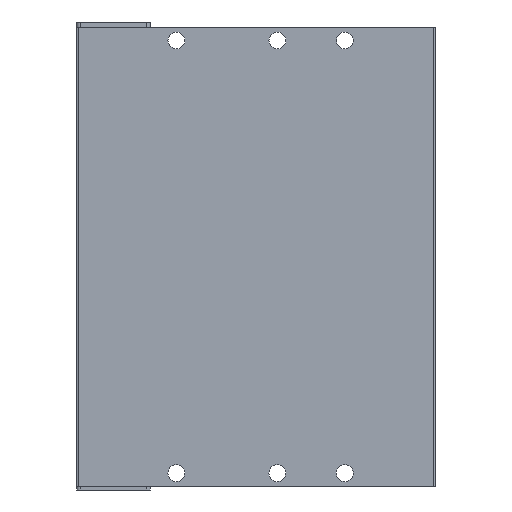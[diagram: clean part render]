
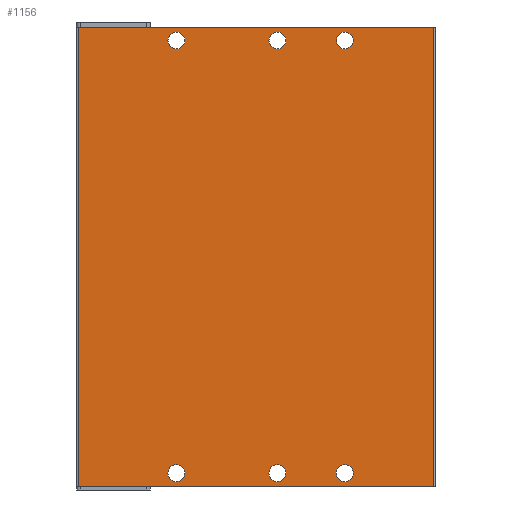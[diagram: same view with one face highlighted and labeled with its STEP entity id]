
A CAD part, front view. The second image highlights one B-rep face of the part: STEP entity #1156.
In plain terms, the highlighted planar face has unit normal (0, -1, 0).
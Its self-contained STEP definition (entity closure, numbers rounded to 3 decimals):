
#44 = DIRECTION ( 'NONE',  ( 0., 1., 0. ) ) ;
#45 = EDGE_CURVE ( 'NONE', #1912, #3942, #2656, .T. ) ;
#77 = ORIENTED_EDGE ( 'NONE', *, *, #6074, .T. ) ;
#250 = AXIS2_PLACEMENT_3D ( 'NONE', #7270, #5413, #3645 ) ;
#252 = DIRECTION ( 'NONE',  ( 0., 0., -1. ) ) ;
#288 = CARTESIAN_POINT ( 'NONE',  ( 29.7, 0., -135. ) ) ;
#397 = ORIENTED_EDGE ( 'NONE', *, *, #4309, .T. ) ;
#410 = EDGE_CURVE ( 'NONE', #2442, #3567, #3428, .T. ) ;
#415 = CARTESIAN_POINT ( 'NONE',  ( 59.7, 0., -6.5 ) ) ;
#442 = CARTESIAN_POINT ( 'NONE',  ( 79.7, 0., -1.5 ) ) ;
#445 = CARTESIAN_POINT ( 'NONE',  ( 59.7, 0., -132.5 ) ) ;
#447 = VERTEX_POINT ( 'NONE', #673 ) ;
#479 = EDGE_CURVE ( 'NONE', #2520, #4429, #7658, .T. ) ;
#497 = CARTESIAN_POINT ( 'NONE',  ( 106.2, 0., 0. ) ) ;
#673 = CARTESIAN_POINT ( 'NONE',  ( 59.7, 0., -1.5 ) ) ;
#780 = VERTEX_POINT ( 'NONE', #5175 ) ;
#793 = AXIS2_PLACEMENT_3D ( 'NONE', #7030, #5977, #2302 ) ;
#824 = DIRECTION ( 'NONE',  ( 0., 1., 0. ) ) ;
#885 = DIRECTION ( 'NONE',  ( 0., 0., -1. ) ) ;
#887 = DIRECTION ( 'NONE',  ( 0., 0., 1. ) ) ;
#981 = DIRECTION ( 'NONE',  ( 0., 0., -1. ) ) ;
#1028 = EDGE_CURVE ( 'NONE', #3942, #6802, #3263, .T. ) ;
#1074 = DIRECTION ( 'NONE',  ( 0., 0., -1. ) ) ;
#1136 = CIRCLE ( 'NONE', #2139, 2.5 ) ;
#1156 = ADVANCED_FACE ( 'NONE', ( #4141, #7072, #7612, #5282, #2265, #5326, #4183 ), #4646, .T. ) ;
#1191 = DIRECTION ( 'NONE',  ( 0., 0., -1. ) ) ;
#1193 = DIRECTION ( 'NONE',  ( 0., 0., -1. ) ) ;
#1195 = AXIS2_PLACEMENT_3D ( 'NONE', #3601, #5949, #6642 ) ;
#1213 = CARTESIAN_POINT ( 'NONE',  ( 29.7, 0., -130. ) ) ;
#1223 = EDGE_CURVE ( 'NONE', #447, #4021, #3775, .T. ) ;
#1283 = DIRECTION ( 'NONE',  ( 0., 1., 0. ) ) ;
#1304 = CIRCLE ( 'NONE', #7163, 2.5 ) ;
#1429 = VECTOR ( 'NONE', #4670, 1000. ) ;
#1470 = EDGE_CURVE ( 'NONE', #6802, #1827, #4600, .T. ) ;
#1478 = DIRECTION ( 'NONE',  ( 0., 0., -1. ) ) ;
#1491 = CARTESIAN_POINT ( 'NONE',  ( 0.5, 0., -136.5 ) ) ;
#1699 = DIRECTION ( 'NONE',  ( 0., 1., 0. ) ) ;
#1801 = VECTOR ( 'NONE', #7419, 1000. ) ;
#1813 = AXIS2_PLACEMENT_3D ( 'NONE', #6859, #2756, #1478 ) ;
#1827 = VERTEX_POINT ( 'NONE', #2583 ) ;
#1901 = DIRECTION ( 'NONE',  ( 0., 0., -1. ) ) ;
#1904 = AXIS2_PLACEMENT_3D ( 'NONE', #5586, #824, #4919 ) ;
#1912 = VERTEX_POINT ( 'NONE', #6569 ) ;
#1942 = CARTESIAN_POINT ( 'NONE',  ( 79.7, 0., -132.5 ) ) ;
#1946 = DIRECTION ( 'NONE',  ( 0., 1., 0. ) ) ;
#1990 = AXIS2_PLACEMENT_3D ( 'NONE', #5649, #4512, #885 ) ;
#2043 = ORIENTED_EDGE ( 'NONE', *, *, #45, .T. ) ;
#2098 = CARTESIAN_POINT ( 'NONE',  ( 106.2, 0., -136.5 ) ) ;
#2139 = AXIS2_PLACEMENT_3D ( 'NONE', #5534, #1283, #3770 ) ;
#2185 = CARTESIAN_POINT ( 'NONE',  ( 59.7, 0., -130. ) ) ;
#2188 = AXIS2_PLACEMENT_3D ( 'NONE', #445, #2826, #1074 ) ;
#2210 = ORIENTED_EDGE ( 'NONE', *, *, #6650, .T. ) ;
#2265 = FACE_BOUND ( 'NONE', #3341, .T. ) ;
#2297 = EDGE_LOOP ( 'NONE', ( #6354, #3660 ) ) ;
#2302 = DIRECTION ( 'NONE',  ( 0., 0., -1. ) ) ;
#2442 = VERTEX_POINT ( 'NONE', #5777 ) ;
#2473 = ORIENTED_EDGE ( 'NONE', *, *, #6571, .T. ) ;
#2520 = VERTEX_POINT ( 'NONE', #5886 ) ;
#2567 = CARTESIAN_POINT ( 'NONE',  ( 79.7, 0., -4. ) ) ;
#2583 = CARTESIAN_POINT ( 'NONE',  ( 0.5, 0., 0. ) ) ;
#2656 = LINE ( 'NONE', #5550, #1801 ) ;
#2756 = DIRECTION ( 'NONE',  ( 0., 1., 0. ) ) ;
#2826 = DIRECTION ( 'NONE',  ( 0., 1., 0. ) ) ;
#2918 = CIRCLE ( 'NONE', #7417, 2.5 ) ;
#3078 = DIRECTION ( 'NONE',  ( 0., 1., 0. ) ) ;
#3109 = ORIENTED_EDGE ( 'NONE', *, *, #5050, .T. ) ;
#3112 = CIRCLE ( 'NONE', #1990, 2.5 ) ;
#3151 = ORIENTED_EDGE ( 'NONE', *, *, #4173, .T. ) ;
#3263 = LINE ( 'NONE', #5526, #3522 ) ;
#3341 = EDGE_LOOP ( 'NONE', ( #7636, #3899 ) ) ;
#3419 = VECTOR ( 'NONE', #981, 1000. ) ;
#3428 = CIRCLE ( 'NONE', #2188, 2.5 ) ;
#3522 = VECTOR ( 'NONE', #887, 1000. ) ;
#3530 = CARTESIAN_POINT ( 'NONE',  ( 0.5, 0., 0. ) ) ;
#3567 = VERTEX_POINT ( 'NONE', #2185 ) ;
#3601 = CARTESIAN_POINT ( 'NONE',  ( 59.7, 0., -132.5 ) ) ;
#3645 = DIRECTION ( 'NONE',  ( 0., 0., -1. ) ) ;
#3660 = ORIENTED_EDGE ( 'NONE', *, *, #5887, .T. ) ;
#3770 = DIRECTION ( 'NONE',  ( 0., 0., -1. ) ) ;
#3775 = CIRCLE ( 'NONE', #1904, 2.5 ) ;
#3783 = CIRCLE ( 'NONE', #1195, 2.5 ) ;
#3805 = AXIS2_PLACEMENT_3D ( 'NONE', #5338, #44, #1193 ) ;
#3822 = ORIENTED_EDGE ( 'NONE', *, *, #479, .T. ) ;
#3899 = ORIENTED_EDGE ( 'NONE', *, *, #7596, .T. ) ;
#3913 = CIRCLE ( 'NONE', #5052, 2.5 ) ;
#3942 = VERTEX_POINT ( 'NONE', #2098 ) ;
#4021 = VERTEX_POINT ( 'NONE', #415 ) ;
#4141 = FACE_OUTER_BOUND ( 'NONE', #6183, .T. ) ;
#4173 = EDGE_CURVE ( 'NONE', #4429, #2520, #4743, .T. ) ;
#4183 = FACE_BOUND ( 'NONE', #5755, .T. ) ;
#4309 = EDGE_CURVE ( 'NONE', #5689, #7009, #4369, .T. ) ;
#4340 = VERTEX_POINT ( 'NONE', #288 ) ;
#4369 = CIRCLE ( 'NONE', #7103, 2.5 ) ;
#4371 = EDGE_CURVE ( 'NONE', #6599, #780, #3112, .T. ) ;
#4429 = VERTEX_POINT ( 'NONE', #4939 ) ;
#4512 = DIRECTION ( 'NONE',  ( 0., 1., 0. ) ) ;
#4600 = LINE ( 'NONE', #3530, #1429 ) ;
#4646 = PLANE ( 'NONE',  #793 ) ;
#4670 = DIRECTION ( 'NONE',  ( -1., 0., 0. ) ) ;
#4743 = CIRCLE ( 'NONE', #250, 2.5 ) ;
#4792 = CIRCLE ( 'NONE', #1813, 2.5 ) ;
#4852 = ORIENTED_EDGE ( 'NONE', *, *, #1028, .T. ) ;
#4919 = DIRECTION ( 'NONE',  ( 0., 0., -1. ) ) ;
#4939 = CARTESIAN_POINT ( 'NONE',  ( 29.7, 0., -6.5 ) ) ;
#4981 = DIRECTION ( 'NONE',  ( 0., 1., 0. ) ) ;
#5050 = EDGE_CURVE ( 'NONE', #4021, #447, #1136, .T. ) ;
#5052 = AXIS2_PLACEMENT_3D ( 'NONE', #1942, #3078, #6011 ) ;
#5076 = EDGE_LOOP ( 'NONE', ( #3109, #5155 ) ) ;
#5155 = ORIENTED_EDGE ( 'NONE', *, *, #1223, .T. ) ;
#5175 = CARTESIAN_POINT ( 'NONE',  ( 79.7, 0., -130. ) ) ;
#5255 = CARTESIAN_POINT ( 'NONE',  ( 29.7, 0., -132.5 ) ) ;
#5282 = FACE_BOUND ( 'NONE', #6020, .T. ) ;
#5326 = FACE_BOUND ( 'NONE', #2297, .T. ) ;
#5338 = CARTESIAN_POINT ( 'NONE',  ( 29.7, 0., -4. ) ) ;
#5413 = DIRECTION ( 'NONE',  ( 0., 1., 0. ) ) ;
#5526 = CARTESIAN_POINT ( 'NONE',  ( 106.2, 0., -136.5 ) ) ;
#5534 = CARTESIAN_POINT ( 'NONE',  ( 59.7, 0., -4. ) ) ;
#5550 = CARTESIAN_POINT ( 'NONE',  ( 0.5, 0., -136.5 ) ) ;
#5586 = CARTESIAN_POINT ( 'NONE',  ( 59.7, 0., -4. ) ) ;
#5617 = EDGE_CURVE ( 'NONE', #4340, #6863, #4792, .T. ) ;
#5649 = CARTESIAN_POINT ( 'NONE',  ( 79.7, 0., -132.5 ) ) ;
#5689 = VERTEX_POINT ( 'NONE', #442 ) ;
#5755 = EDGE_LOOP ( 'NONE', ( #6622, #77 ) ) ;
#5777 = CARTESIAN_POINT ( 'NONE',  ( 59.7, 0., -135. ) ) ;
#5886 = CARTESIAN_POINT ( 'NONE',  ( 29.7, 0., -1.5 ) ) ;
#5887 = EDGE_CURVE ( 'NONE', #3567, #2442, #3783, .T. ) ;
#5949 = DIRECTION ( 'NONE',  ( 0., 1., 0. ) ) ;
#5977 = DIRECTION ( 'NONE',  ( 0., -1., 0. ) ) ;
#6011 = DIRECTION ( 'NONE',  ( 0., 0., -1. ) ) ;
#6020 = EDGE_LOOP ( 'NONE', ( #2473, #397 ) ) ;
#6074 = EDGE_CURVE ( 'NONE', #780, #6599, #3913, .T. ) ;
#6159 = CARTESIAN_POINT ( 'NONE',  ( 79.7, 0., -6.5 ) ) ;
#6168 = CARTESIAN_POINT ( 'NONE',  ( 79.7, 0., -135. ) ) ;
#6183 = EDGE_LOOP ( 'NONE', ( #2043, #4852, #7189, #2210 ) ) ;
#6289 = LINE ( 'NONE', #1491, #3419 ) ;
#6354 = ORIENTED_EDGE ( 'NONE', *, *, #410, .T. ) ;
#6569 = CARTESIAN_POINT ( 'NONE',  ( 0.5, 0., -136.5 ) ) ;
#6571 = EDGE_CURVE ( 'NONE', #7009, #5689, #1304, .T. ) ;
#6599 = VERTEX_POINT ( 'NONE', #6168 ) ;
#6622 = ORIENTED_EDGE ( 'NONE', *, *, #4371, .T. ) ;
#6625 = EDGE_LOOP ( 'NONE', ( #3151, #3822 ) ) ;
#6642 = DIRECTION ( 'NONE',  ( 0., 0., -1. ) ) ;
#6650 = EDGE_CURVE ( 'NONE', #1827, #1912, #6289, .T. ) ;
#6802 = VERTEX_POINT ( 'NONE', #497 ) ;
#6859 = CARTESIAN_POINT ( 'NONE',  ( 29.7, 0., -132.5 ) ) ;
#6863 = VERTEX_POINT ( 'NONE', #1213 ) ;
#7009 = VERTEX_POINT ( 'NONE', #6159 ) ;
#7030 = CARTESIAN_POINT ( 'NONE',  ( 0.5, 0., -136.5 ) ) ;
#7072 = FACE_BOUND ( 'NONE', #6625, .T. ) ;
#7103 = AXIS2_PLACEMENT_3D ( 'NONE', #7435, #4981, #252 ) ;
#7163 = AXIS2_PLACEMENT_3D ( 'NONE', #2567, #1946, #1901 ) ;
#7189 = ORIENTED_EDGE ( 'NONE', *, *, #1470, .T. ) ;
#7270 = CARTESIAN_POINT ( 'NONE',  ( 29.7, 0., -4. ) ) ;
#7417 = AXIS2_PLACEMENT_3D ( 'NONE', #5255, #1699, #1191 ) ;
#7419 = DIRECTION ( 'NONE',  ( 1., 0., 0. ) ) ;
#7435 = CARTESIAN_POINT ( 'NONE',  ( 79.7, 0., -4. ) ) ;
#7596 = EDGE_CURVE ( 'NONE', #6863, #4340, #2918, .T. ) ;
#7612 = FACE_BOUND ( 'NONE', #5076, .T. ) ;
#7636 = ORIENTED_EDGE ( 'NONE', *, *, #5617, .T. ) ;
#7658 = CIRCLE ( 'NONE', #3805, 2.5 ) ;
